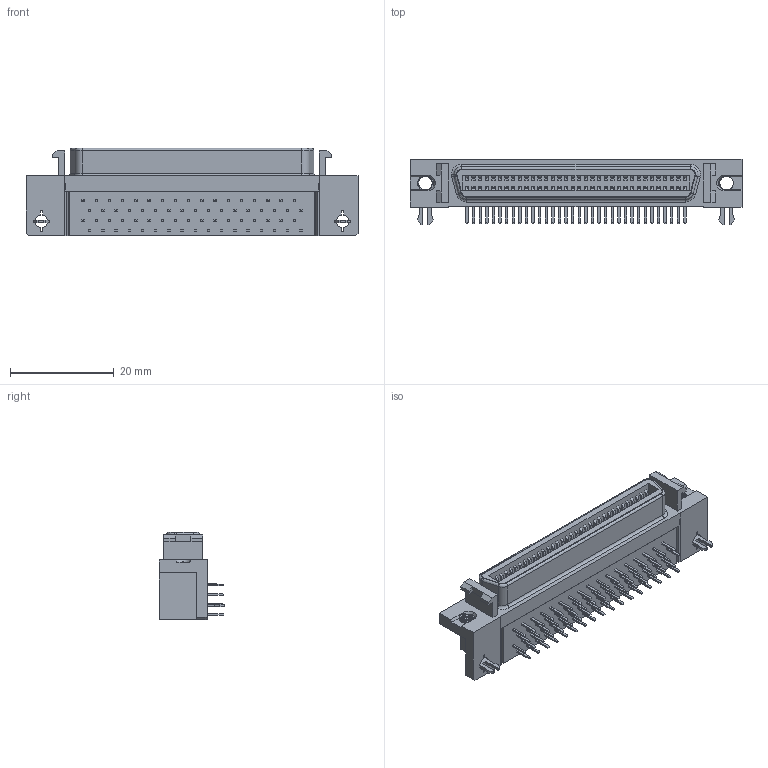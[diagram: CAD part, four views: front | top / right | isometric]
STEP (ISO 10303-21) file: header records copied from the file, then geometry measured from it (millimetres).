
FILE_DESCRIPTION (( 'STEP AP214' ), '1' );
FILE_NAME ('FCS6815-F0DB301BKL-REF.STEP', '2025-03-04T05:41:01', ( '' ), ( '' ), 'SwSTEP 2.0', 'SolidWorks 2021', '' );
FILE_SCHEMA (( 'AUTOMOTIVE_DESIGN' ));
Length unit declared in the file: millimetre
Products named in the file (1): FCS6815-F0DB301BKL-REF
Bounding box: 63.85 x 12.6 x 16.8 mm (x, y, z)
Volume: 3776.5 mm3; surface area: 7553.7 mm2
Topology: 1 solids, 1 shells, 2603 faces, 7487 edges, 4817 vertices
Faces by surface type: plane 2103, cylinder 465, bspline 21, torus 10, cone 4
Entity records: 99582 total; most frequent: CARTESIAN_POINT 30434, ORIENTED_EDGE 14974, DIRECTION 13395, EDGE_CURVE 7487, VECTOR 6425, LINE 6425, VERTEX_POINT 4817, AXIS2_PLACEMENT_3D 3485
